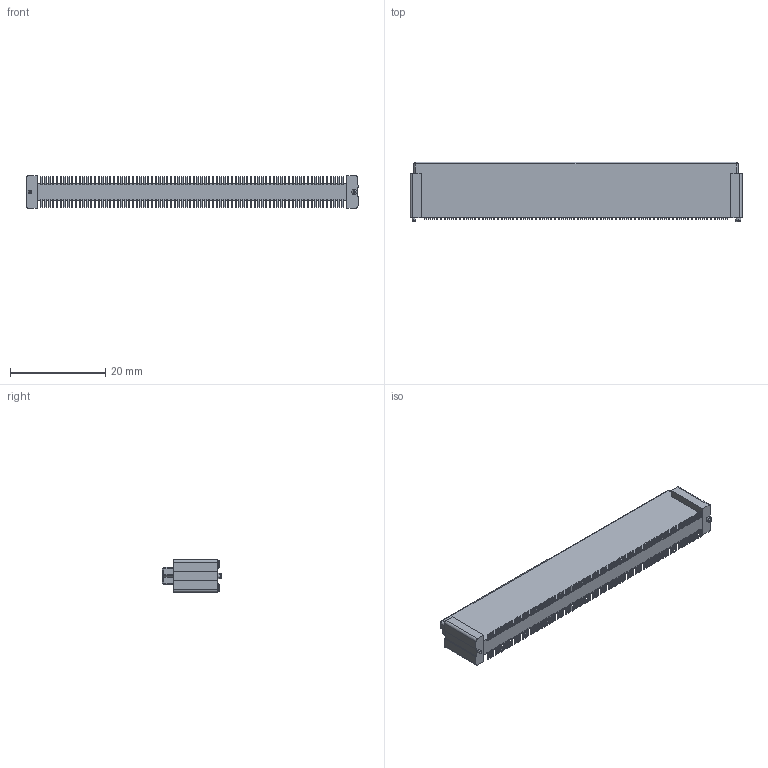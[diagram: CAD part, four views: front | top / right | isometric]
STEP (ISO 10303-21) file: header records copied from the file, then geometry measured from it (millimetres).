
FILE_DESCRIPTION (( 'STEP AP214' ), '1' );
FILE_NAME ('61082-163609LF.STEP', '2023-12-27T20:20:43', ( '' ), ( '' ), 'SwSTEP 2.0', 'SolidWorks 2021', '' );
FILE_SCHEMA (( 'AUTOMOTIVE_DESIGN' ));
Length unit declared in the file: millimetre
Products named in the file (3): 61082-additional_16; 61082-163609LF; pin^61082 add Ass
Assembly tree (81 placements, depth 2):
  61082-163609LF
    61082-additional_16
    pin^61082 add Ass  x80
Bounding box: 69.8 x 12.5 x 6.8 mm (x, y, z)
Volume: 2976.8 mm3; surface area: 2934.8 mm2
Topology: 162 solids, 162 shells, 1363 faces, 3083 edges, 2048 vertices
Faces by surface type: plane 1011, cylinder 340, cone 8, torus 4
Entity records: 3613 total; most frequent: DIRECTION 657, CARTESIAN_POINT 586, ORIENTED_EDGE 478, AXIS2_PLACEMENT_3D 239, EDGE_CURVE 239, LINE 179, VECTOR 179, VERTEX_POINT 152
